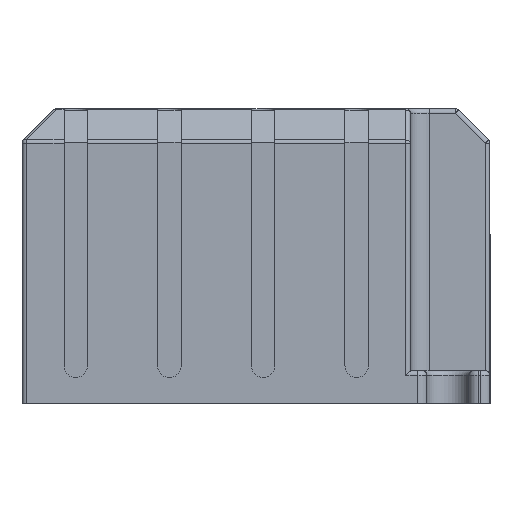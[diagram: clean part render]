
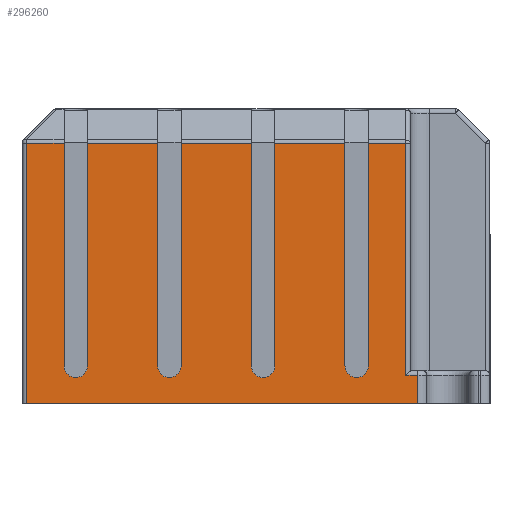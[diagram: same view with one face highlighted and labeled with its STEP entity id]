
A CAD part, left-side view. The second image highlights one B-rep face of the part: STEP entity #296260.
In plain terms, the highlighted face is planar.
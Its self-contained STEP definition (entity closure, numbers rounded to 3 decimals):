
#264500=CARTESIAN_POINT('',(93.694,99.507,-5.7));
#264510=VERTEX_POINT('',#264500);
#264540=CARTESIAN_POINT('',(93.694,99.507,0.));
#264550=DIRECTION('',(0.,0.,-1.));
#264560=VECTOR('',#264550,1.);
#264570=LINE('',#264540,#264560);
#264580=CARTESIAN_POINT('',(93.694,99.507,-2.7));
#264590=VERTEX_POINT('',#264580);
#264600=EDGE_CURVE('',#264590,#264510,#264570,.T.);
#266130=CARTESIAN_POINT('',(93.694,57.757,-5.7));
#266140=VERTEX_POINT('',#266130);
#266300=CARTESIAN_POINT('',(93.694,57.757,22.093));
#266310=VERTEX_POINT('',#266300);
#266340=CARTESIAN_POINT('',(93.694,57.757,0.));
#266350=DIRECTION('',(0.,0.,-1.));
#266360=VECTOR('',#266350,1.);
#266370=LINE('',#266340,#266360);
#266380=EDGE_CURVE('',#266310,#266140,#266370,.T.);
#275850=CARTESIAN_POINT('',(93.694,61.757,22.093));
#275860=VERTEX_POINT('',#275850);
#275890=CARTESIAN_POINT('',(93.694,0.,22.093));
#275900=DIRECTION('',(0.,1.,0.));
#275910=VECTOR('',#275900,1.);
#275920=LINE('',#275890,#275910);
#275930=EDGE_CURVE('',#266310,#275860,#275920,.T.);
#283530=CARTESIAN_POINT('',(93.694,98.257,22.093));
#283540=VERTEX_POINT('',#283530);
#289790=CARTESIAN_POINT('',(93.694,98.257,-2.7));
#289800=VERTEX_POINT('',#289790);
#289830=CARTESIAN_POINT('',(93.694,98.257,0.));
#289840=DIRECTION('',(0.,0.,1.));
#289850=VECTOR('',#289840,1.);
#289860=LINE('',#289830,#289850);
#289870=EDGE_CURVE('',#289800,#283540,#289860,.T.);
#290970=CARTESIAN_POINT('',(93.694,0.,-2.7));
#290980=DIRECTION('',(0.,-1.,0.));
#290990=VECTOR('',#290980,1.);
#291000=LINE('',#290970,#290990);
#291010=EDGE_CURVE('',#264590,#289800,#291000,.T.);
#294940=CARTESIAN_POINT('',(93.694,105.082,20.098));
#294950=DIRECTION('',(1.,0.,0.));
#294960=DIRECTION('',(0.,1.,0.));
#294970=AXIS2_PLACEMENT_3D('',#294940,#294950,#294960);
#294980=PLANE('',#294970);
#294990=ORIENTED_EDGE('',*,*,#264600,.F.);
#295000=CARTESIAN_POINT('',(93.694,106.257,-5.7));
#295010=DIRECTION('',(0.,-1.,0.));
#295020=VECTOR('',#295010,1.);
#295030=LINE('',#295000,#295020);
#295040=EDGE_CURVE('',#264510,#266140,#295030,.T.);
#295050=ORIENTED_EDGE('',*,*,#295040,.F.);
#295060=ORIENTED_EDGE('',*,*,#266380,.T.);
#295070=ORIENTED_EDGE('',*,*,#275930,.F.);
#295080=CARTESIAN_POINT('',(93.694,61.757,0.));
#295090=DIRECTION('',(0.,0.,-1.));
#295100=VECTOR('',#295090,1.);
#295110=LINE('',#295080,#295100);
#295120=CARTESIAN_POINT('',(93.694,61.757,-1.7));
#295130=VERTEX_POINT('',#295120);
#295140=EDGE_CURVE('',#275860,#295130,#295110,.T.);
#295150=ORIENTED_EDGE('',*,*,#295140,.F.);
#295160=CARTESIAN_POINT('',(93.694,63.007,-1.7));
#295170=DIRECTION('',(1.,0.,0.));
#295180=DIRECTION('',(0.,1.,0.));
#295190=AXIS2_PLACEMENT_3D('',#295160,#295170,#295180);
#295200=CIRCLE('',#295190,1.25);
#295210=CARTESIAN_POINT('',(93.694,64.257,-1.7));
#295220=VERTEX_POINT('',#295210);
#295230=EDGE_CURVE('',#295130,#295220,#295200,.T.);
#295240=ORIENTED_EDGE('',*,*,#295230,.F.);
#295250=CARTESIAN_POINT('',(93.694,64.257,0.));
#295260=DIRECTION('',(0.,0.,1.));
#295270=VECTOR('',#295260,1.);
#295280=LINE('',#295250,#295270);
#295290=CARTESIAN_POINT('',(93.694,64.257,22.093));
#295300=VERTEX_POINT('',#295290);
#295310=EDGE_CURVE('',#295220,#295300,#295280,.T.);
#295320=ORIENTED_EDGE('',*,*,#295310,.F.);
#295330=CARTESIAN_POINT('',(93.694,71.757,22.093));
#295340=VERTEX_POINT('',#295330);
#295350=EDGE_CURVE('',#295300,#295340,#275920,.T.);
#295360=ORIENTED_EDGE('',*,*,#295350,.F.);
#295370=CARTESIAN_POINT('',(93.694,71.757,0.));
#295380=DIRECTION('',(0.,0.,-1.));
#295390=VECTOR('',#295380,1.);
#295400=LINE('',#295370,#295390);
#295410=CARTESIAN_POINT('',(93.694,71.757,-1.7));
#295420=VERTEX_POINT('',#295410);
#295430=EDGE_CURVE('',#295340,#295420,#295400,.T.);
#295440=ORIENTED_EDGE('',*,*,#295430,.F.);
#295450=CARTESIAN_POINT('',(93.694,73.007,-1.7));
#295460=DIRECTION('',(1.,0.,0.));
#295470=DIRECTION('',(0.,1.,0.));
#295480=AXIS2_PLACEMENT_3D('',#295450,#295460,#295470);
#295490=CIRCLE('',#295480,1.25);
#295500=CARTESIAN_POINT('',(93.694,74.257,-1.7));
#295510=VERTEX_POINT('',#295500);
#295520=EDGE_CURVE('',#295420,#295510,#295490,.T.);
#295530=ORIENTED_EDGE('',*,*,#295520,.F.);
#295540=CARTESIAN_POINT('',(93.694,74.257,0.));
#295550=DIRECTION('',(0.,0.,1.));
#295560=VECTOR('',#295550,1.);
#295570=LINE('',#295540,#295560);
#295580=CARTESIAN_POINT('',(93.694,74.257,22.093));
#295590=VERTEX_POINT('',#295580);
#295600=EDGE_CURVE('',#295510,#295590,#295570,.T.);
#295610=ORIENTED_EDGE('',*,*,#295600,.F.);
#295620=CARTESIAN_POINT('',(93.694,81.757,22.093));
#295630=VERTEX_POINT('',#295620);
#295640=EDGE_CURVE('',#295590,#295630,#275920,.T.);
#295650=ORIENTED_EDGE('',*,*,#295640,.F.);
#295660=CARTESIAN_POINT('',(93.694,81.757,0.));
#295670=DIRECTION('',(0.,0.,-1.));
#295680=VECTOR('',#295670,1.);
#295690=LINE('',#295660,#295680);
#295700=CARTESIAN_POINT('',(93.694,81.757,-1.7));
#295710=VERTEX_POINT('',#295700);
#295720=EDGE_CURVE('',#295630,#295710,#295690,.T.);
#295730=ORIENTED_EDGE('',*,*,#295720,.F.);
#295740=CARTESIAN_POINT('',(93.694,83.007,-1.7));
#295750=DIRECTION('',(1.,0.,0.));
#295760=DIRECTION('',(0.,1.,0.));
#295770=AXIS2_PLACEMENT_3D('',#295740,#295750,#295760);
#295780=CIRCLE('',#295770,1.25);
#295790=CARTESIAN_POINT('',(93.694,84.257,-1.7));
#295800=VERTEX_POINT('',#295790);
#295810=EDGE_CURVE('',#295710,#295800,#295780,.T.);
#295820=ORIENTED_EDGE('',*,*,#295810,.F.);
#295830=CARTESIAN_POINT('',(93.694,84.257,0.));
#295840=DIRECTION('',(0.,0.,1.));
#295850=VECTOR('',#295840,1.);
#295860=LINE('',#295830,#295850);
#295870=CARTESIAN_POINT('',(93.694,84.257,22.093));
#295880=VERTEX_POINT('',#295870);
#295890=EDGE_CURVE('',#295800,#295880,#295860,.T.);
#295900=ORIENTED_EDGE('',*,*,#295890,.F.);
#295910=CARTESIAN_POINT('',(93.694,91.757,22.093));
#295920=VERTEX_POINT('',#295910);
#295930=EDGE_CURVE('',#295880,#295920,#275920,.T.);
#295940=ORIENTED_EDGE('',*,*,#295930,.F.);
#295950=CARTESIAN_POINT('',(93.694,91.757,0.));
#295960=DIRECTION('',(0.,0.,-1.));
#295970=VECTOR('',#295960,1.);
#295980=LINE('',#295950,#295970);
#295990=CARTESIAN_POINT('',(93.694,91.757,-1.7));
#296000=VERTEX_POINT('',#295990);
#296010=EDGE_CURVE('',#295920,#296000,#295980,.T.);
#296020=ORIENTED_EDGE('',*,*,#296010,.F.);
#296030=CARTESIAN_POINT('',(93.694,93.007,-1.7));
#296040=DIRECTION('',(1.,0.,0.));
#296050=DIRECTION('',(0.,1.,0.));
#296060=AXIS2_PLACEMENT_3D('',#296030,#296040,#296050);
#296070=CIRCLE('',#296060,1.25);
#296080=CARTESIAN_POINT('',(93.694,94.257,-1.7));
#296090=VERTEX_POINT('',#296080);
#296100=EDGE_CURVE('',#296000,#296090,#296070,.T.);
#296110=ORIENTED_EDGE('',*,*,#296100,.F.);
#296120=CARTESIAN_POINT('',(93.694,94.257,0.));
#296130=DIRECTION('',(0.,0.,1.));
#296140=VECTOR('',#296130,1.);
#296150=LINE('',#296120,#296140);
#296160=CARTESIAN_POINT('',(93.694,94.257,22.093));
#296170=VERTEX_POINT('',#296160);
#296180=EDGE_CURVE('',#296090,#296170,#296150,.T.);
#296190=ORIENTED_EDGE('',*,*,#296180,.F.);
#296200=EDGE_CURVE('',#296170,#283540,#275920,.T.);
#296210=ORIENTED_EDGE('',*,*,#296200,.F.);
#296220=ORIENTED_EDGE('',*,*,#289870,.T.);
#296230=ORIENTED_EDGE('',*,*,#291010,.T.);
#296240=EDGE_LOOP('',(#296230,#296220,#296210,#296190,#296110,#296020,
#295940,#295900,#295820,#295730,#295650,#295610,#295530,#295440,#295360,
#295320,#295240,#295150,#295070,#295060,#295050,#294990));
#296250=FACE_OUTER_BOUND('',#296240,.T.);
#296260=ADVANCED_FACE('',(#296250),#294980,.T.);
